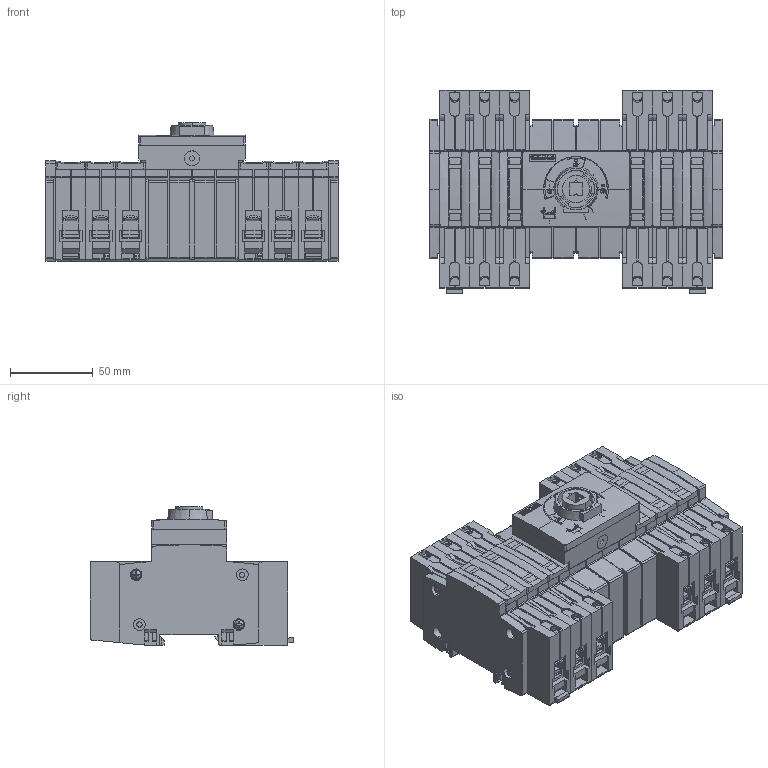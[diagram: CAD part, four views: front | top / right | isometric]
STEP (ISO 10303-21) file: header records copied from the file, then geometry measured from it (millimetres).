
FILE_DESCRIPTION(('STEP AP214'),'1');
FILE_NAME('cctmp_DD5F3CD9-81A1-41B7-91F8-6713089A3E55_2023_04_13_23_45_50_0742..stp','2023-04-13T21:45:54',('SIEMENS A&D'),('CADClick - www.CADClick.com'),'Spatial InterOp 3D postprocessed',' ','unknown authorization');
FILE_SCHEMA(('AUTOMOTIVE_DESIGN'));
Length unit declared in the file: millimetre
Products named in the file (10): cc_unnamed; 2023_04_13_23_45_50_0554; 2023_04_13_23_45_50_0523; 2023_04_13_23_45_50_0492; 2023_04_13_23_45_50_0460; 2023_04_13_23_45_50_0429; 2023_04_13_23_45_50_0398; 2023_04_13_23_45_50_0367; 2023_04_13_23_45_50_0335; 2023_04_13_23_45_50_0304
Assembly tree (9 placements, depth 2):
  cc_unnamed
    2023_04_13_23_45_50_0554
    2023_04_13_23_45_50_0523
    2023_04_13_23_45_50_0492
    2023_04_13_23_45_50_0460
    2023_04_13_23_45_50_0429
    2023_04_13_23_45_50_0398
    2023_04_13_23_45_50_0367
    2023_04_13_23_45_50_0335
    2023_04_13_23_45_50_0304
Bounding box: 176 x 122.4 x 83.5 mm (x, y, z)
Volume: 945212.9 mm3; surface area: 224051.3 mm2
Topology: 9 solids, 10 shells, 3269 faces, 9002 edges, 5887 vertices
Faces by surface type: plane 2295, cylinder 918, torus 44, cone 12
Entity records: 175338 total; most frequent: CARTESIAN_POINT 20686, STYLED_ITEM 18167, PRESENTATION_STYLE_ASSIGNMENT 18167, ORIENTED_EDGE 18004, DIRECTION 17639, EDGE_CURVE 9002, CURVE_STYLE 9002, DRAUGHTING_PRE_DEFINED_CURVE_FONT 9002
